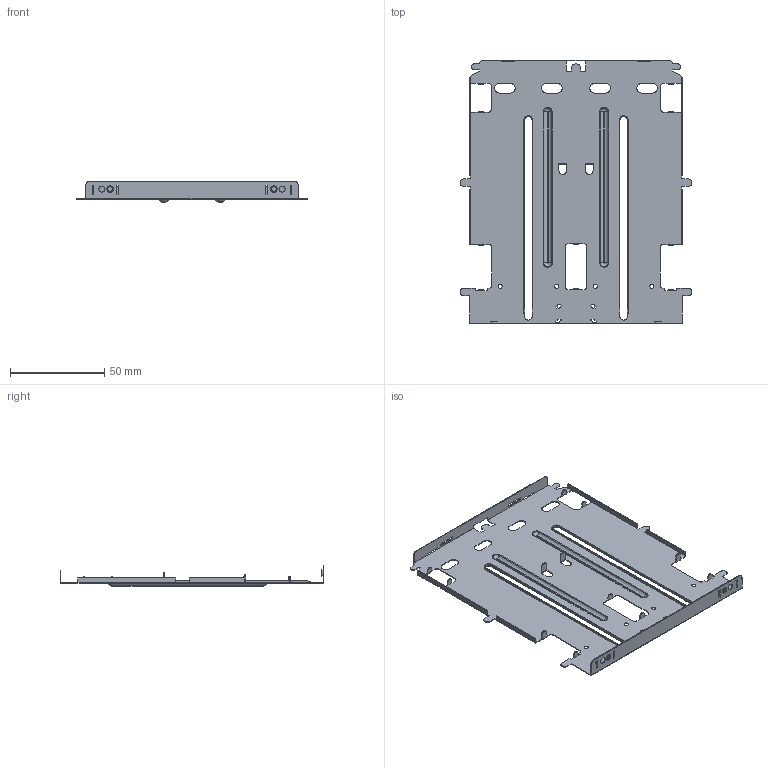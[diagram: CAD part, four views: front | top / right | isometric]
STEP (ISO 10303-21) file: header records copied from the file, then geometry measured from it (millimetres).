
FILE_DESCRIPTION((''),'2;1');
FILE_NAME('KT-3210_LEFT_SIDE_PLATE_2_2','2018-12-05T',('tkl'),(''),'PRO/ENGINEER BY PARAMETRIC TECHNOLOGY CORPORATION, 2015070','PRO/ENGINEER BY PARAMETRIC TECHNOLOGY CORPORATION, 2015070','');
FILE_SCHEMA(('CONFIG_CONTROL_DESIGN'));
Length unit declared in the file: millimetre
Products named in the file (1): KT-3210_LEFT_SIDE_PLATE_2_2
Bounding box: 123 x 140 x 10.9 mm (x, y, z)
Volume: 6493 mm3; surface area: 33064.7 mm2
Topology: 1 solids, 1 shells, 385 faces, 1173 edges, 786 vertices
Faces by surface type: plane 233, cylinder 130, torus 14, bspline 8
Entity records: 13599 total; most frequent: CARTESIAN_POINT 2586, ORIENTED_EDGE 2346, DIRECTION 2293, EDGE_CURVE 1173, VECTOR 795, LINE 795, VERTEX_POINT 786, AXIS2_PLACEMENT_3D 749
